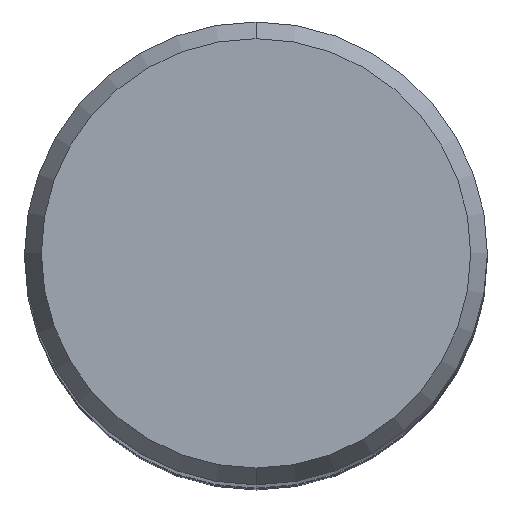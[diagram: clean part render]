
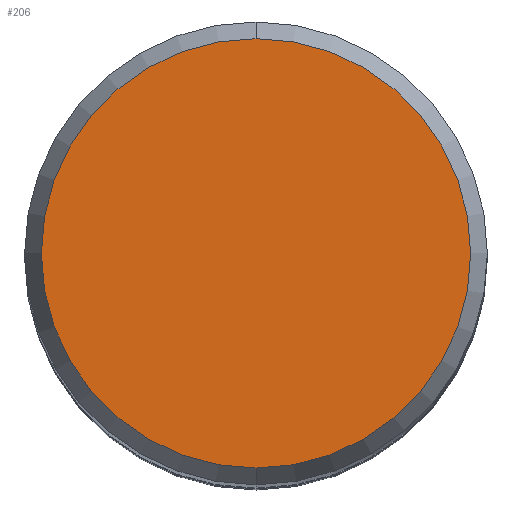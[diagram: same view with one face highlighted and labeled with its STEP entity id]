
A CAD part, top view. The second image highlights one B-rep face of the part: STEP entity #206.
In plain terms, the highlighted planar face has unit normal (0, 0, 1).
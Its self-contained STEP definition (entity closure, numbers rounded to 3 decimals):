
#206=ADVANCED_FACE('',(#538),#539,.T.);
#226=EDGE_CURVE('',#278,#424,#561,.T.);
#278=VERTEX_POINT('',#620);
#418=EDGE_CURVE('',#424,#278,#776,.T.);
#424=VERTEX_POINT('',#782);
#538=FACE_OUTER_BOUND('',#902,.T.);
#539=PLANE('',#903);
#561=CIRCLE('',#935,8.837);
#620=CARTESIAN_POINT('',(0.,-8.837,0.0));
#776=CIRCLE('',#1469,8.837);
#782=CARTESIAN_POINT('',(0.0,8.837,0.0));
#902=EDGE_LOOP('',(#1699,#1700));
#903=AXIS2_PLACEMENT_3D('',#1701,#1702,#1703);
#935=AXIS2_PLACEMENT_3D('',#1733,#1734,#1735);
#1469=AXIS2_PLACEMENT_3D('',#1971,#1972,#1973);
#1699=ORIENTED_EDGE('',*,*,#418,.F.);
#1700=ORIENTED_EDGE('',*,*,#226,.F.);
#1701=CARTESIAN_POINT('',(0.0,4.419,0.0));
#1702=DIRECTION('',(-0.0,0.0,1.0));
#1703=DIRECTION('',(0.0,-1.0,0.0));
#1733=CARTESIAN_POINT('',(0.0,0.0,0.0));
#1734=DIRECTION('',(0.0,0.0,-1.0));
#1735=DIRECTION('',(0.0,1.0,0.0));
#1971=CARTESIAN_POINT('',(0.0,0.0,0.0));
#1972=DIRECTION('',(0.0,0.0,-1.0));
#1973=DIRECTION('',(0.0,1.0,0.0));
